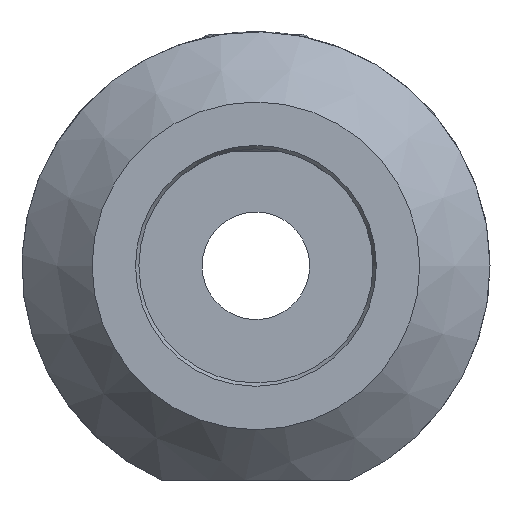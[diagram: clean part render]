
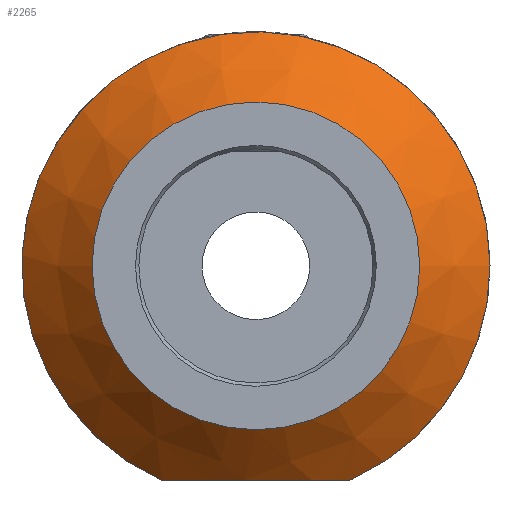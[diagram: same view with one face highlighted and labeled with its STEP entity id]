
A CAD part, left-side view. The second image highlights one B-rep face of the part: STEP entity #2265.
In plain terms, the highlighted conical face has half-angle 45 degrees and reference radius 34 mm.
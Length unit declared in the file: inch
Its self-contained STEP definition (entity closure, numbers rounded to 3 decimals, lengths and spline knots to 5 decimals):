
#188=(
BOUNDED_CURVE()
B_SPLINE_CURVE(2,(#3821,#3822,#3823),.UNSPECIFIED.,.F.,.F.)
B_SPLINE_CURVE_WITH_KNOTS((3,3),(0.,3.2839),.UNSPECIFIED.)
CURVE()
GEOMETRIC_REPRESENTATION_ITEM()
RATIONAL_B_SPLINE_CURVE((1.,1.092,1.))
REPRESENTATION_ITEM('')
);
#353=FACE_OUTER_BOUND('',#491,.T.);
#491=EDGE_LOOP('',(#1975,#1976,#1977,#1978,#1979,#1980,#1981));
#597=LINE('',#5172,#697);
#697=VECTOR('',#3057,1.33858);
#757=CIRCLE('',#2396,1.10236);
#758=CIRCLE('',#2397,1.10236);
#808=CIRCLE('',#2509,1.5748);
#809=CIRCLE('',#2510,1.5748);
#930=VERTEX_POINT('',#3818);
#931=VERTEX_POINT('',#3820);
#943=VERTEX_POINT('',#3858);
#944=VERTEX_POINT('',#3859);
#1033=VERTEX_POINT('',#5170);
#1180=EDGE_CURVE('',#931,#930,#188,.T.);
#1197=EDGE_CURVE('',#943,#944,#757,.T.);
#1198=EDGE_CURVE('',#944,#943,#758,.T.);
#1353=EDGE_CURVE('',#1033,#930,#808,.T.);
#1354=EDGE_CURVE('',#1033,#944,#597,.T.);
#1355=EDGE_CURVE('',#931,#1033,#809,.T.);
#1975=ORIENTED_EDGE('',*,*,#1180,.T.);
#1976=ORIENTED_EDGE('',*,*,#1353,.F.);
#1977=ORIENTED_EDGE('',*,*,#1354,.T.);
#1978=ORIENTED_EDGE('',*,*,#1198,.T.);
#1979=ORIENTED_EDGE('',*,*,#1197,.T.);
#1980=ORIENTED_EDGE('',*,*,#1354,.F.);
#1981=ORIENTED_EDGE('',*,*,#1355,.F.);
#2030=CONICAL_SURFACE('',#2508,1.33858,0.785);
#2265=ADVANCED_FACE('',(#353),#2030,.T.);
#2396=AXIS2_PLACEMENT_3D('',#3860,#2784,#2785);
#2397=AXIS2_PLACEMENT_3D('',#3861,#2786,#2787);
#2508=AXIS2_PLACEMENT_3D('',#5169,#3053,#3054);
#2509=AXIS2_PLACEMENT_3D('',#5171,#3055,#3056);
#2510=AXIS2_PLACEMENT_3D('',#5173,#3058,#3059);
#2784=DIRECTION('center_axis',(1.,0.,0.));
#2785=DIRECTION('ref_axis',(0.,1.,0.));
#2786=DIRECTION('center_axis',(1.,0.,0.));
#2787=DIRECTION('ref_axis',(0.,1.,0.));
#3053=DIRECTION('center_axis',(1.,0.,0.));
#3054=DIRECTION('ref_axis',(0.,1.,0.));
#3055=DIRECTION('center_axis',(1.,0.,0.));
#3056=DIRECTION('ref_axis',(0.,1.,0.));
#3057=DIRECTION('',(-0.707,0.707,0.));
#3058=DIRECTION('center_axis',(1.,0.,0.));
#3059=DIRECTION('ref_axis',(0.,1.,0.));
#3818=CARTESIAN_POINT('',(-3.46457,-0.63267,-1.44213));
#3820=CARTESIAN_POINT('',(-3.46457,0.63267,-1.44213));
#3821=CARTESIAN_POINT('Ctrl Pts',(-3.46457,0.63267,-1.44213));
#3822=CARTESIAN_POINT('Ctrl Pts',(-3.71874,0.,
-1.44213));
#3823=CARTESIAN_POINT('Ctrl Pts',(-3.46457,-0.63267,
-1.44213));
#3858=CARTESIAN_POINT('',(-3.93701,1.10236,0.));
#3859=CARTESIAN_POINT('',(-3.93701,-1.10236,0.));
#3860=CARTESIAN_POINT('Origin',(-3.93701,0.,
0.));
#3861=CARTESIAN_POINT('Origin',(-3.93701,0.,
0.));
#5169=CARTESIAN_POINT('Origin',(-3.70079,0.,
0.));
#5170=CARTESIAN_POINT('',(-3.46457,-1.5748,0.));
#5171=CARTESIAN_POINT('Origin',(-3.46457,0.,
0.));
#5172=CARTESIAN_POINT('',(-3.70079,-1.33858,0.));
#5173=CARTESIAN_POINT('Origin',(-3.46457,0.,
0.));
